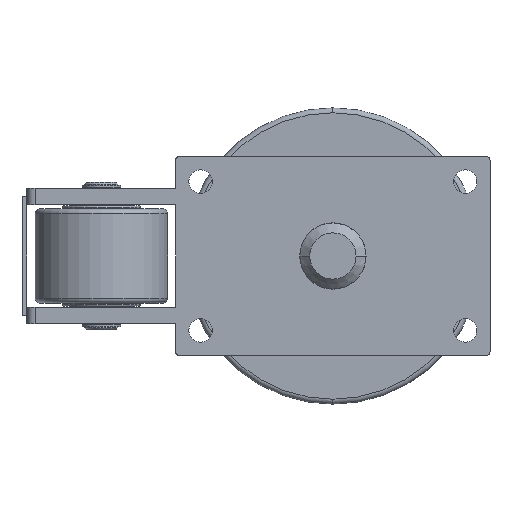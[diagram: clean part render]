
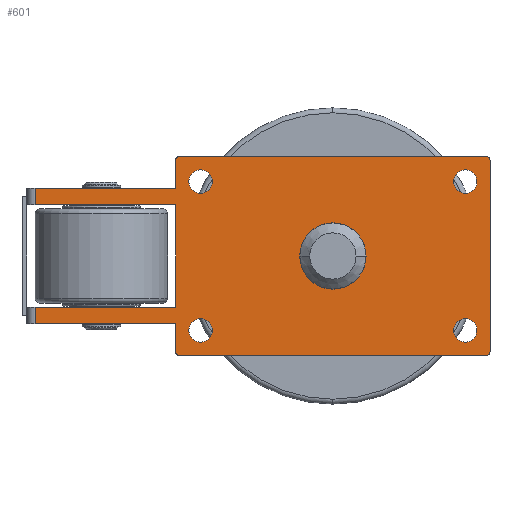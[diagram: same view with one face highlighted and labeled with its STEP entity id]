
A CAD part, left-side view. The second image highlights one B-rep face of the part: STEP entity #601.
In plain terms, the highlighted planar face has unit normal (-1, 0, 0).
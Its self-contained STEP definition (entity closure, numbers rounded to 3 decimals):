
#601=ADVANCED_FACE('',(#1420,#1421,#1422,#1423,#1424,#1425),#1426,.F.);
#1420=FACE_OUTER_BOUND('',#2478,.T.);
#1421=FACE_BOUND('',#2479,.T.);
#1422=FACE_BOUND('',#2480,.T.);
#1423=FACE_BOUND('',#2481,.T.);
#1424=FACE_BOUND('',#2482,.T.);
#1425=FACE_BOUND('',#2483,.T.);
#1426=PLANE('',#2484);
#2478=EDGE_LOOP('',(#4303,#4304,#4305,#4306,#4307,#4308,#4309,#4310,#4311,#4312,#4313,#4314,#4315,#4316,#4317,#4318));
#2479=EDGE_LOOP('',(#4319,#4320));
#2480=EDGE_LOOP('',(#4321,#4322));
#2481=EDGE_LOOP('',(#4323,#4324));
#2482=EDGE_LOOP('',(#4325,#4326));
#2483=EDGE_LOOP('',(#4327,#4328));
#2484=AXIS2_PLACEMENT_3D('',#4329,#4330,#4331);
#4303=ORIENTED_EDGE('',*,*,#6567,.F.);
#4304=ORIENTED_EDGE('',*,*,#6599,.T.);
#4305=ORIENTED_EDGE('',*,*,#6627,.T.);
#4306=ORIENTED_EDGE('',*,*,#6628,.F.);
#4307=ORIENTED_EDGE('',*,*,#6629,.F.);
#4308=ORIENTED_EDGE('',*,*,#6630,.T.);
#4309=ORIENTED_EDGE('',*,*,#6631,.F.);
#4310=ORIENTED_EDGE('',*,*,#6632,.T.);
#4311=ORIENTED_EDGE('',*,*,#6633,.F.);
#4312=ORIENTED_EDGE('',*,*,#6634,.T.);
#4313=ORIENTED_EDGE('',*,*,#6635,.F.);
#4314=ORIENTED_EDGE('',*,*,#6636,.T.);
#4315=ORIENTED_EDGE('',*,*,#6637,.F.);
#4316=ORIENTED_EDGE('',*,*,#6621,.T.);
#4317=ORIENTED_EDGE('',*,*,#6638,.T.);
#4318=ORIENTED_EDGE('',*,*,#6574,.F.);
#4319=ORIENTED_EDGE('',*,*,#6209,.F.);
#4320=ORIENTED_EDGE('',*,*,#6639,.F.);
#4321=ORIENTED_EDGE('',*,*,#6640,.F.);
#4322=ORIENTED_EDGE('',*,*,#6195,.F.);
#4323=ORIENTED_EDGE('',*,*,#6641,.F.);
#4324=ORIENTED_EDGE('',*,*,#6190,.F.);
#4325=ORIENTED_EDGE('',*,*,#6642,.F.);
#4326=ORIENTED_EDGE('',*,*,#6185,.F.);
#4327=ORIENTED_EDGE('',*,*,#6643,.F.);
#4328=ORIENTED_EDGE('',*,*,#6180,.F.);
#4329=CARTESIAN_POINT('',(0.0,0.0,0.0));
#4330=DIRECTION('',(1.0,0.,0.0));
#4331=DIRECTION('',(0.,-1.0,0.0));
#6180=EDGE_CURVE('',#7394,#7390,#7396,.T.);
#6185=EDGE_CURVE('',#7403,#7399,#7405,.T.);
#6190=EDGE_CURVE('',#7412,#7408,#7414,.T.);
#6195=EDGE_CURVE('',#7421,#7417,#7423,.T.);
#6209=EDGE_CURVE('',#7445,#7441,#7447,.T.);
#6567=EDGE_CURVE('',#7972,#7970,#7974,.T.);
#6574=EDGE_CURVE('',#7970,#7986,#7987,.T.);
#6599=EDGE_CURVE('',#7972,#8025,#8027,.T.);
#6621=EDGE_CURVE('',#8057,#8058,#8059,.T.);
#6627=EDGE_CURVE('',#8025,#8065,#8066,.T.);
#6628=EDGE_CURVE('',#8067,#8065,#8068,.T.);
#6629=EDGE_CURVE('',#8069,#8067,#8070,.T.);
#6630=EDGE_CURVE('',#8069,#8071,#8072,.T.);
#6631=EDGE_CURVE('',#8073,#8071,#8074,.T.);
#6632=EDGE_CURVE('',#8073,#8075,#8076,.T.);
#6633=EDGE_CURVE('',#8077,#8075,#8078,.T.);
#6634=EDGE_CURVE('',#8077,#8079,#8080,.T.);
#6635=EDGE_CURVE('',#8081,#8079,#8082,.T.);
#6636=EDGE_CURVE('',#8081,#8083,#8084,.T.);
#6637=EDGE_CURVE('',#8057,#8083,#8085,.T.);
#6638=EDGE_CURVE('',#8058,#7986,#8086,.T.);
#6639=EDGE_CURVE('',#7441,#7445,#8087,.T.);
#6640=EDGE_CURVE('',#7417,#7421,#8088,.T.);
#6641=EDGE_CURVE('',#7408,#7412,#8089,.T.);
#6642=EDGE_CURVE('',#7399,#7403,#8090,.T.);
#6643=EDGE_CURVE('',#7390,#7394,#8091,.T.);
#7390=VERTEX_POINT('',#9098);
#7394=VERTEX_POINT('',#9103);
#7396=CIRCLE('',#9106,7.1);
#7399=VERTEX_POINT('',#9109);
#7403=VERTEX_POINT('',#9114);
#7405=CIRCLE('',#9117,7.1);
#7408=VERTEX_POINT('',#9120);
#7412=VERTEX_POINT('',#9125);
#7414=CIRCLE('',#9128,7.1);
#7417=VERTEX_POINT('',#9131);
#7421=VERTEX_POINT('',#9136);
#7423=CIRCLE('',#9139,7.1);
#7441=VERTEX_POINT('',#9161);
#7445=VERTEX_POINT('',#9166);
#7447=CIRCLE('',#9169,20.05);
#7970=VERTEX_POINT('',#9776);
#7972=VERTEX_POINT('',#9779);
#7974=LINE('',#9782,#9783);
#7986=VERTEX_POINT('',#9799);
#7987=LINE('',#9800,#9801);
#8025=VERTEX_POINT('',#9856);
#8027=LINE('',#9858,#9859);
#8057=VERTEX_POINT('',#9900);
#8058=VERTEX_POINT('',#9901);
#8059=LINE('',#9902,#9903);
#8065=VERTEX_POINT('',#9911);
#8066=LINE('',#9912,#9913);
#8067=VERTEX_POINT('',#9914);
#8068=LINE('',#9915,#9916);
#8069=VERTEX_POINT('',#9917);
#8070=LINE('',#9918,#9919);
#8071=VERTEX_POINT('',#9920);
#8072=CIRCLE('',#9921,2.0);
#8073=VERTEX_POINT('',#9922);
#8074=LINE('',#9923,#9924);
#8075=VERTEX_POINT('',#9925);
#8076=CIRCLE('',#9926,2.0);
#8077=VERTEX_POINT('',#9927);
#8078=LINE('',#9928,#9929);
#8079=VERTEX_POINT('',#9930);
#8080=CIRCLE('',#9931,2.0);
#8081=VERTEX_POINT('',#9932);
#8082=LINE('',#9933,#9934);
#8083=VERTEX_POINT('',#9935);
#8084=CIRCLE('',#9936,2.0);
#8085=LINE('',#9937,#9938);
#8086=LINE('',#9939,#9940);
#8087=CIRCLE('',#9941,20.05);
#8088=CIRCLE('',#9942,7.1);
#8089=CIRCLE('',#9943,7.1);
#8090=CIRCLE('',#9944,7.1);
#8091=CIRCLE('',#9945,7.1);
#9098=CARTESIAN_POINT('',(0.,87.1,-45.0));
#9103=CARTESIAN_POINT('',(0.,72.9,-45.0));
#9106=AXIS2_PLACEMENT_3D('',#11083,#11084,#11085);
#9109=CARTESIAN_POINT('',(0.,-72.9,-45.0));
#9114=CARTESIAN_POINT('',(0.,-87.1,-45.0));
#9117=AXIS2_PLACEMENT_3D('',#11091,#11092,#11093);
#9120=CARTESIAN_POINT('',(0.,87.1,45.0));
#9125=CARTESIAN_POINT('',(0.,72.9,45.0));
#9128=AXIS2_PLACEMENT_3D('',#11099,#11100,#11101);
#9131=CARTESIAN_POINT('',(0.,-72.9,45.0));
#9136=CARTESIAN_POINT('',(0.,-87.1,45.0));
#9139=AXIS2_PLACEMENT_3D('',#11107,#11108,#11109);
#9161=CARTESIAN_POINT('',(0.,20.05,0.));
#9166=CARTESIAN_POINT('',(0.,-20.05,0.0));
#9169=AXIS2_PLACEMENT_3D('',#11128,#11129,#11130);
#9776=CARTESIAN_POINT('',(0.,95.0,31.0));
#9779=CARTESIAN_POINT('',(0.,95.0,-31.0));
#9782=CARTESIAN_POINT('',(0.,95.0,-31.0));
#9783=VECTOR('',#11748,62.0);
#9799=CARTESIAN_POINT('',(0.,180.0,31.0));
#9800=CARTESIAN_POINT('',(0.,95.0,31.0));
#9801=VECTOR('',#11756,85.0);
#9856=CARTESIAN_POINT('',(0.,180.0,-31.0));
#9858=CARTESIAN_POINT('',(0.,95.0,-31.0));
#9859=VECTOR('',#11783,85.0);
#9900=CARTESIAN_POINT('',(0.,95.0,41.0));
#9901=CARTESIAN_POINT('',(0.,180.0,41.0));
#9902=CARTESIAN_POINT('',(0.,95.0,41.0));
#9903=VECTOR('',#11810,85.0);
#9911=CARTESIAN_POINT('',(0.,180.0,-41.0));
#9912=CARTESIAN_POINT('',(0.,180.0,-31.0));
#9913=VECTOR('',#11819,10.0);
#9914=CARTESIAN_POINT('',(0.,95.0,-41.0));
#9915=CARTESIAN_POINT('',(0.,95.0,-41.0));
#9916=VECTOR('',#11820,85.0);
#9917=CARTESIAN_POINT('',(0.,95.0,-58.0));
#9918=CARTESIAN_POINT('',(0.,95.0,-58.0));
#9919=VECTOR('',#11821,17.0);
#9920=CARTESIAN_POINT('',(0.,93.0,-60.0));
#9921=AXIS2_PLACEMENT_3D('',#11822,#11823,#11824);
#9922=CARTESIAN_POINT('',(0.,-93.0,-60.0));
#9923=CARTESIAN_POINT('',(0.,-93.0,-60.0));
#9924=VECTOR('',#11825,186.0);
#9925=CARTESIAN_POINT('',(0.,-95.0,-58.0));
#9926=AXIS2_PLACEMENT_3D('',#11826,#11827,#11828);
#9927=CARTESIAN_POINT('',(0.,-95.0,58.0));
#9928=CARTESIAN_POINT('',(0.,-95.0,58.0));
#9929=VECTOR('',#11829,116.0);
#9930=CARTESIAN_POINT('',(0.,-93.0,60.0));
#9931=AXIS2_PLACEMENT_3D('',#11830,#11831,#11832);
#9932=CARTESIAN_POINT('',(0.,93.0,60.0));
#9933=CARTESIAN_POINT('',(0.,93.0,60.0));
#9934=VECTOR('',#11833,186.0);
#9935=CARTESIAN_POINT('',(0.,95.0,58.0));
#9936=AXIS2_PLACEMENT_3D('',#11834,#11835,#11836);
#9937=CARTESIAN_POINT('',(0.,95.0,41.0));
#9938=VECTOR('',#11837,17.0);
#9939=CARTESIAN_POINT('',(0.,180.0,41.0));
#9940=VECTOR('',#11838,10.0);
#9941=AXIS2_PLACEMENT_3D('',#11839,#11840,#11841);
#9942=AXIS2_PLACEMENT_3D('',#11842,#11843,#11844);
#9943=AXIS2_PLACEMENT_3D('',#11845,#11846,#11847);
#9944=AXIS2_PLACEMENT_3D('',#11848,#11849,#11850);
#9945=AXIS2_PLACEMENT_3D('',#11851,#11852,#11853);
#11083=CARTESIAN_POINT('',(0.,80.0,-45.0));
#11084=DIRECTION('',(-1.0,0.,0.0));
#11085=DIRECTION('',(0.,1.0,0.0));
#11091=CARTESIAN_POINT('',(0.,-80.0,-45.0));
#11092=DIRECTION('',(-1.0,0.,0.0));
#11093=DIRECTION('',(0.,1.0,0.0));
#11099=CARTESIAN_POINT('',(0.,80.0,45.0));
#11100=DIRECTION('',(-1.0,0.,0.0));
#11101=DIRECTION('',(0.,1.0,0.0));
#11107=CARTESIAN_POINT('',(0.,-80.0,45.0));
#11108=DIRECTION('',(-1.0,0.,0.0));
#11109=DIRECTION('',(0.,1.0,0.0));
#11128=CARTESIAN_POINT('',(0.0,0.0,0.0));
#11129=DIRECTION('',(-1.0,0.,0.0));
#11130=DIRECTION('',(0.,1.0,0.0));
#11748=DIRECTION('',(0.0,0.0,1.0));
#11756=DIRECTION('',(0.,1.0,0.0));
#11783=DIRECTION('',(0.,1.0,0.0));
#11810=DIRECTION('',(0.,1.0,0.0));
#11819=DIRECTION('',(0.0,0.0,-1.0));
#11820=DIRECTION('',(0.,1.0,0.0));
#11821=DIRECTION('',(0.0,0.0,1.0));
#11822=CARTESIAN_POINT('',(0.,93.0,-58.0));
#11823=DIRECTION('',(-1.0,0.,0.0));
#11824=DIRECTION('',(0.,1.0,0.0));
#11825=DIRECTION('',(0.,1.0,0.0));
#11826=CARTESIAN_POINT('',(0.,-93.0,-58.0));
#11827=DIRECTION('',(-1.0,0.,-0.0));
#11828=DIRECTION('',(0.0,0.0,-1.0));
#11829=DIRECTION('',(0.0,0.0,-1.0));
#11830=CARTESIAN_POINT('',(0.,-93.0,58.0));
#11831=DIRECTION('',(-1.0,0.,0.0));
#11832=DIRECTION('',(0.,-1.0,0.0));
#11833=DIRECTION('',(0.,-1.0,0.0));
#11834=CARTESIAN_POINT('',(0.,93.0,58.0));
#11835=DIRECTION('',(-1.0,0.,0.0));
#11836=DIRECTION('',(0.0,0.0,1.0));
#11837=DIRECTION('',(0.0,0.0,1.0));
#11838=DIRECTION('',(0.0,0.0,-1.0));
#11839=CARTESIAN_POINT('',(0.0,0.0,0.0));
#11840=DIRECTION('',(-1.0,0.,0.0));
#11841=DIRECTION('',(0.,1.0,0.0));
#11842=CARTESIAN_POINT('',(0.,-80.0,45.0));
#11843=DIRECTION('',(-1.0,0.,0.0));
#11844=DIRECTION('',(0.,1.0,0.0));
#11845=CARTESIAN_POINT('',(0.,80.0,45.0));
#11846=DIRECTION('',(-1.0,0.,0.0));
#11847=DIRECTION('',(0.,1.0,0.0));
#11848=CARTESIAN_POINT('',(0.,-80.0,-45.0));
#11849=DIRECTION('',(-1.0,0.,0.0));
#11850=DIRECTION('',(0.,1.0,0.0));
#11851=CARTESIAN_POINT('',(0.,80.0,-45.0));
#11852=DIRECTION('',(-1.0,0.,0.0));
#11853=DIRECTION('',(0.,1.0,0.0));
